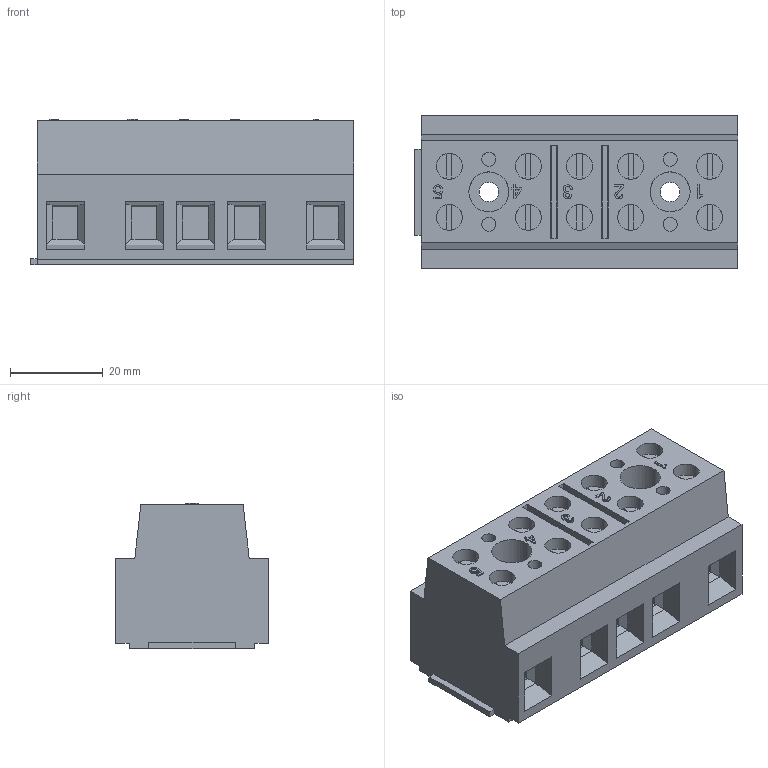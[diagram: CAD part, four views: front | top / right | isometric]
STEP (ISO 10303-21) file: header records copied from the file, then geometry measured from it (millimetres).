
FILE_DESCRIPTION(('Creo Elements/Direct Modeling STEP Export'),'2;1');
FILE_NAME('model.stp','2019-08-27T14:10:19',(''),(''),'Creo Elements/Direct Modeling STEP processor for AP214 (Solid Model)','Creo Elements/Direct Modeling 20.1A 29-Sep-2018 (C) Parametric Technology GmbH','');
FILE_SCHEMA(('AUTOMOTIVE_DESIGN { 1 0 10303 214 1 1 1 1 }'));
Length unit declared in the file: millimetre
Products named in the file (2): G_10_5-select
Assembly tree (1 placements, depth 2):
  G_10_5-select
    G_10_5-select
Bounding box: 69.5 x 33 x 31.3 mm (x, y, z)
Volume: 49691.5 mm3; surface area: 17454.7 mm2
Topology: 1 solids, 1 shells, 479 faces, 1283 edges, 840 vertices
Faces by surface type: plane 443, cylinder 36
Entity records: 17997 total; most frequent: ORIENTED_EDGE 2566, CARTESIAN_POINT 2489, DIRECTION 2133, EDGE_CURVE 1283, VECTOR 1165, LINE 1165, VERTEX_POINT 840, EDGE_LOOP 517
